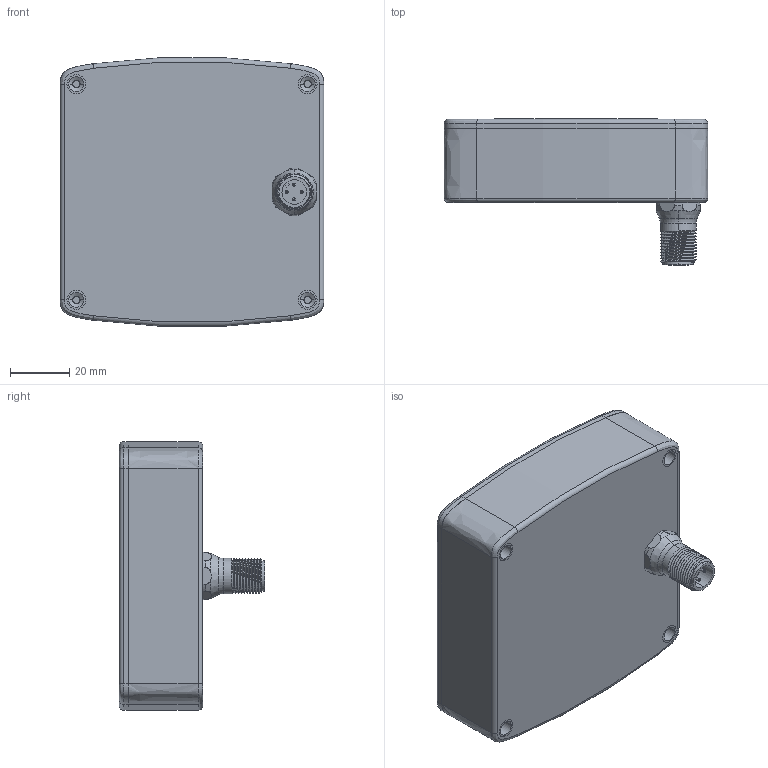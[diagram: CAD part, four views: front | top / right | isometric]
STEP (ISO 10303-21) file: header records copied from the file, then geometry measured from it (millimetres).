
FILE_DESCRIPTION((''),'2;1');
FILE_NAME('173029_ASM','2013-09-24T',('pdmadmin'),(''),'PRO/ENGINEER BY PARAMETRIC TECHNOLOGY CORPORATION, 2012300','PRO/ENGINEER BY PARAMETRIC TECHNOLOGY CORPORATION, 2012300','');
FILE_SCHEMA(('CONFIG_CONTROL_DESIGN'));
Products named in the file (8): 171464; 172705; 171395; 133697; 169652; 170096; 08427; 173029_ASM
Assembly tree (10 placements, depth 2):
  173029_ASM
    171464
    172705
    171395
    133697  x4
    169652
    170096
    08427
Bounding box: 89 x 49.18 x 90.5 mm (x, y, z)
Volume: 112958.5 mm3; surface area: 61407.8 mm2
Topology: 10 solids, 19 shells, 432 faces, 1049 edges, 671 vertices
Faces by surface type: cylinder 171, plane 144, bspline 50, cone 47, torus 20
Entity records: 16916 total; most frequent: CARTESIAN_POINT 8214, DIRECTION 1816, ORIENTED_EDGE 1732, EDGE_CURVE 887, AXIS2_PLACEMENT_3D 724, VERTEX_POINT 569, EDGE_LOOP 418, CIRCLE 390
